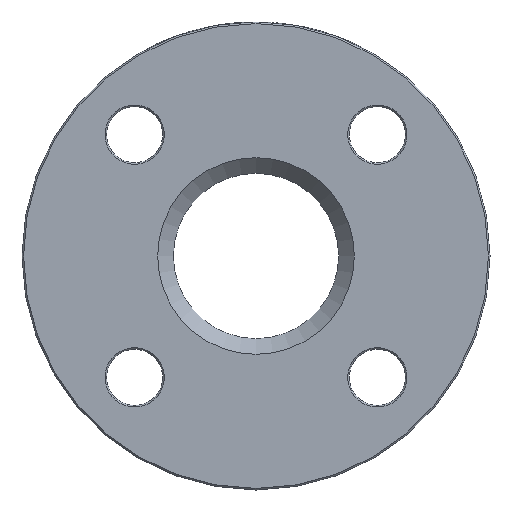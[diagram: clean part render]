
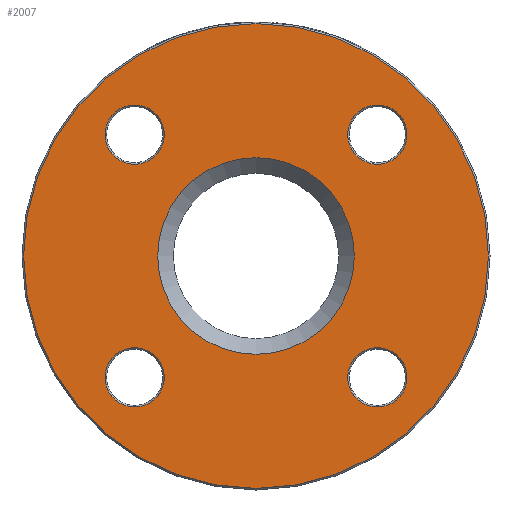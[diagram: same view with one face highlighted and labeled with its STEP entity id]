
A CAD part, left-side view. The second image highlights one B-rep face of the part: STEP entity #2007.
In plain terms, the highlighted planar face has unit normal (-1, 0, 0).
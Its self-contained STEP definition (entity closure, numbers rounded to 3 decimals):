
#75 = AXIS2_PLACEMENT_3D ( 'NONE', #531, #3228, #4800 ) ;
#91 = CARTESIAN_POINT ( 'NONE',  ( 0., 26.5, 0. ) ) ;
#169 = AXIS2_PLACEMENT_3D ( 'NONE', #3438, #1183, #3814 ) ;
#221 = EDGE_CURVE ( 'NONE', #1284, #1284, #4241, .T. ) ;
#531 = CARTESIAN_POINT ( 'NONE',  ( 0., 38.891, 38.891 ) ) ;
#639 = ORIENTED_EDGE ( 'NONE', *, *, #4502, .T. ) ;
#663 = EDGE_CURVE ( 'NONE', #4421, #4421, #4036, .T. ) ;
#747 = DIRECTION ( 'NONE',  ( 1., 0., 0. ) ) ;
#872 = FACE_BOUND ( 'NONE', #3777, .T. ) ;
#907 = DIRECTION ( 'NONE',  ( 0., 0., -1. ) ) ;
#1039 = AXIS2_PLACEMENT_3D ( 'NONE', #91, #4342, #2409 ) ;
#1183 = DIRECTION ( 'NONE',  ( 1., 0., 0. ) ) ;
#1242 = EDGE_CURVE ( 'NONE', #3982, #3982, #3621, .T. ) ;
#1275 = AXIS2_PLACEMENT_3D ( 'NONE', #4201, #747, #2291 ) ;
#1284 = VERTEX_POINT ( 'NONE', #4395 ) ;
#1475 = DIRECTION ( 'NONE',  ( 0., 0., -1. ) ) ;
#1644 = EDGE_LOOP ( 'NONE', ( #3317 ) ) ;
#1680 = FACE_OUTER_BOUND ( 'NONE', #1957, .T. ) ;
#1714 = DIRECTION ( 'NONE',  ( 1., 0., 0. ) ) ;
#1919 = VERTEX_POINT ( 'NONE', #3463 ) ;
#1957 = EDGE_LOOP ( 'NONE', ( #2329 ) ) ;
#2007 = ADVANCED_FACE ( 'NONE', ( #872, #1680, #3545, #2822, #3169, #4270 ), #2461, .F. ) ;
#2107 = CIRCLE ( 'NONE', #2511, 9.5 ) ;
#2138 = CARTESIAN_POINT ( 'NONE',  ( 0., -38.891, 29.391 ) ) ;
#2174 = CARTESIAN_POINT ( 'NONE',  ( 0., 38.891, -38.891 ) ) ;
#2259 = CIRCLE ( 'NONE', #2336, 9.5 ) ;
#2291 = DIRECTION ( 'NONE',  ( 0., 0., -1. ) ) ;
#2329 = ORIENTED_EDGE ( 'NONE', *, *, #1242, .T. ) ;
#2336 = AXIS2_PLACEMENT_3D ( 'NONE', #2174, #3713, #1475 ) ;
#2346 = CIRCLE ( 'NONE', #169, 9.5 ) ;
#2409 = DIRECTION ( 'NONE',  ( 0., 0., -1. ) ) ;
#2461 = PLANE ( 'NONE',  #1039 ) ;
#2494 = CARTESIAN_POINT ( 'NONE',  ( 0., 38.891, -48.391 ) ) ;
#2511 = AXIS2_PLACEMENT_3D ( 'NONE', #2807, #1714, #907 ) ;
#2559 = DIRECTION ( 'NONE',  ( 0., 0., -1. ) ) ;
#2575 = EDGE_CURVE ( 'NONE', #4797, #4797, #2259, .T. ) ;
#2691 = ORIENTED_EDGE ( 'NONE', *, *, #221, .T. ) ;
#2774 = ORIENTED_EDGE ( 'NONE', *, *, #2575, .T. ) ;
#2807 = CARTESIAN_POINT ( 'NONE',  ( 0., -38.891, -38.891 ) ) ;
#2822 = FACE_BOUND ( 'NONE', #4053, .T. ) ;
#2828 = CARTESIAN_POINT ( 'NONE',  ( 0., 38.891, 29.391 ) ) ;
#2898 = ORIENTED_EDGE ( 'NONE', *, *, #4403, .T. ) ;
#3169 = FACE_BOUND ( 'NONE', #4120, .T. ) ;
#3228 = DIRECTION ( 'NONE',  ( 1., 0., 0. ) ) ;
#3263 = CARTESIAN_POINT ( 'NONE',  ( 0., 0., 0. ) ) ;
#3271 = CARTESIAN_POINT ( 'NONE',  ( 0., 0., -74.5 ) ) ;
#3317 = ORIENTED_EDGE ( 'NONE', *, *, #663, .T. ) ;
#3438 = CARTESIAN_POINT ( 'NONE',  ( 0., -38.891, 38.891 ) ) ;
#3463 = CARTESIAN_POINT ( 'NONE',  ( 0., -38.891, -48.391 ) ) ;
#3545 = FACE_BOUND ( 'NONE', #4286, .T. ) ;
#3621 = CIRCLE ( 'NONE', #4416, 74.5 ) ;
#3713 = DIRECTION ( 'NONE',  ( 1., 0., 0. ) ) ;
#3777 = EDGE_LOOP ( 'NONE', ( #2691 ) ) ;
#3814 = DIRECTION ( 'NONE',  ( 0., 0., -1. ) ) ;
#3982 = VERTEX_POINT ( 'NONE', #3271 ) ;
#4036 = CIRCLE ( 'NONE', #75, 9.5 ) ;
#4053 = EDGE_LOOP ( 'NONE', ( #639 ) ) ;
#4120 = EDGE_LOOP ( 'NONE', ( #2774 ) ) ;
#4201 = CARTESIAN_POINT ( 'NONE',  ( 0., 0., 0. ) ) ;
#4241 = CIRCLE ( 'NONE', #1275, 31.5 ) ;
#4270 = FACE_BOUND ( 'NONE', #1644, .T. ) ;
#4286 = EDGE_LOOP ( 'NONE', ( #2898 ) ) ;
#4342 = DIRECTION ( 'NONE',  ( 1., 0., 0. ) ) ;
#4395 = CARTESIAN_POINT ( 'NONE',  ( 0., 0., -31.5 ) ) ;
#4403 = EDGE_CURVE ( 'NONE', #4564, #4564, #2346, .T. ) ;
#4416 = AXIS2_PLACEMENT_3D ( 'NONE', #3263, #4487, #2559 ) ;
#4421 = VERTEX_POINT ( 'NONE', #2828 ) ;
#4487 = DIRECTION ( 'NONE',  ( -1., 0., 0. ) ) ;
#4502 = EDGE_CURVE ( 'NONE', #1919, #1919, #2107, .T. ) ;
#4564 = VERTEX_POINT ( 'NONE', #2138 ) ;
#4797 = VERTEX_POINT ( 'NONE', #2494 ) ;
#4800 = DIRECTION ( 'NONE',  ( 0., 0., -1. ) ) ;
